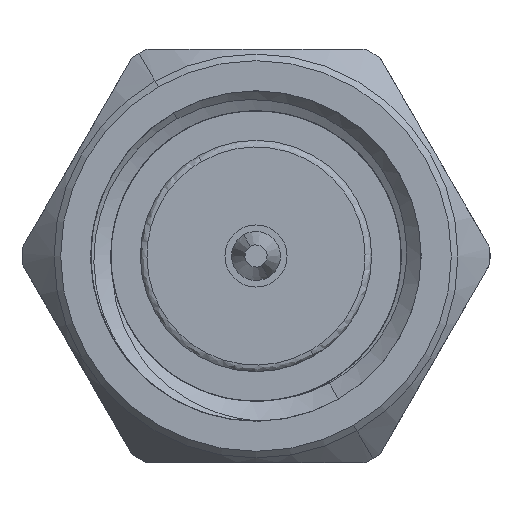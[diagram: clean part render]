
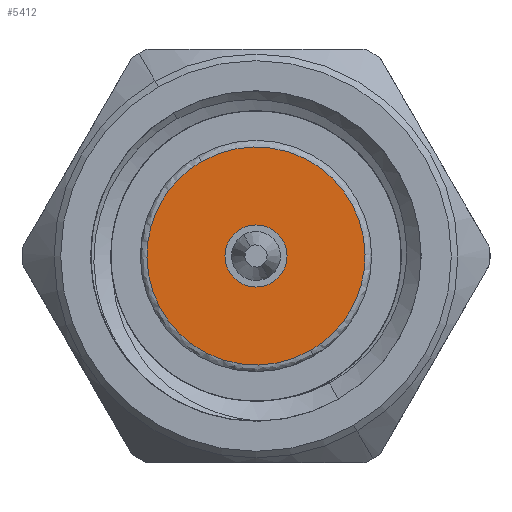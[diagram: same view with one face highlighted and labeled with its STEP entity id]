
A CAD part, left-side view. The second image highlights one B-rep face of the part: STEP entity #5412.
In plain terms, the highlighted planar face has unit normal (-1, 0, 0).
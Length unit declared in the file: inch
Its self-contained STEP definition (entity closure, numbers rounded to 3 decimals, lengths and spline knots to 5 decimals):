
#88 = CARTESIAN_POINT ( 'NONE',  ( 0.107, 0.04125, -0.07145 ) ) ;
#335 = ORIENTED_EDGE ( 'NONE', *, *, #3460, .F. ) ;
#534 = CARTESIAN_POINT ( 'NONE',  ( 0.107, -0.18414, -0.01105 ) ) ;
#653 =( BOUNDED_CURVE ( )  B_SPLINE_CURVE ( 3, ( #1085, #534, #4896, #5966 ),
 .UNSPECIFIED., .F., .F. ) 
 B_SPLINE_CURVE_WITH_KNOTS ( ( 4, 4 ),
 ( 0., 1. ),
 .UNSPECIFIED. ) 
 CURVE ( )  GEOMETRIC_REPRESENTATION_ITEM ( )  RATIONAL_B_SPLINE_CURVE ( ( 1., 0.333, 0.333, 1. ) ) 
 REPRESENTATION_ITEM ( '' )  );
#960 = AXIS2_PLACEMENT_3D ( 'NONE', #4499, #6741, #1710 ) ;
#971 = CARTESIAN_POINT ( 'NONE',  ( 0.107, 0.10164, 0.15395 ) ) ;
#1085 = CARTESIAN_POINT ( 'NONE',  ( 0.107, -0.04125, 0.07145 ) ) ;
#1177 = EDGE_LOOP ( 'NONE', ( #5389, #3630 ) ) ;
#1180 = ORIENTED_EDGE ( 'NONE', *, *, #7237, .F. ) ;
#1219 = AXIS2_PLACEMENT_3D ( 'NONE', #4645, #5219, #6775 ) ;
#1338 = EDGE_CURVE ( 'NONE', #3933, #5632, #4601, .T. ) ;
#1463 = CARTESIAN_POINT ( 'NONE',  ( 0.107, -0.01175, 0.02035 ) ) ;
#1625 = EDGE_CURVE ( 'NONE', #5632, #3933, #5080, .T. ) ;
#1674 = FACE_OUTER_BOUND ( 'NONE', #5812, .T. ) ;
#1710 = DIRECTION ( 'NONE',  ( 0., 1., 0. ) ) ;
#2255 = PLANE ( 'NONE',  #960 ) ;
#2370 = CARTESIAN_POINT ( 'NONE',  ( 0.107, 0.01175, -0.02035 ) ) ;
#2794 = FACE_BOUND ( 'NONE', #1177, .T. ) ;
#2998 = VERTEX_POINT ( 'NONE', #88 ) ;
#3168 = DIRECTION ( 'NONE',  ( 0., 0.5, -0.866 ) ) ;
#3460 = EDGE_CURVE ( 'NONE', #2998, #5180, #7201, .T. ) ;
#3630 = ORIENTED_EDGE ( 'NONE', *, *, #1625, .F. ) ;
#3847 = CARTESIAN_POINT ( 'NONE',  ( 0.107, -0.04125, 0.07145 ) ) ;
#3933 = VERTEX_POINT ( 'NONE', #2370 ) ;
#4215 = CARTESIAN_POINT ( 'NONE',  ( 0.107, 0., 0. ) ) ;
#4499 = CARTESIAN_POINT ( 'NONE',  ( 0.107, 0., 0. ) ) ;
#4601 = CIRCLE ( 'NONE', #5553, 0.0235 ) ;
#4645 = CARTESIAN_POINT ( 'NONE',  ( 0.107, 0., 0. ) ) ;
#4896 = CARTESIAN_POINT ( 'NONE',  ( 0.107, -0.10164, -0.15395 ) ) ;
#5080 = CIRCLE ( 'NONE', #1219, 0.0235 ) ;
#5180 = VERTEX_POINT ( 'NONE', #6632 ) ;
#5219 = DIRECTION ( 'NONE',  ( -1., 0., 0. ) ) ;
#5389 = ORIENTED_EDGE ( 'NONE', *, *, #1338, .F. ) ;
#5412 = ADVANCED_FACE ( 'NONE', ( #2794, #1674 ), #2255, .F. ) ;
#5553 = AXIS2_PLACEMENT_3D ( 'NONE', #4215, #6562, #3168 ) ;
#5632 = VERTEX_POINT ( 'NONE', #1463 ) ;
#5812 = EDGE_LOOP ( 'NONE', ( #335, #1180 ) ) ;
#5966 = CARTESIAN_POINT ( 'NONE',  ( 0.107, 0.04125, -0.07145 ) ) ;
#6511 = CARTESIAN_POINT ( 'NONE',  ( 0.107, 0.18414, 0.01105 ) ) ;
#6562 = DIRECTION ( 'NONE',  ( -1., 0., 0. ) ) ;
#6632 = CARTESIAN_POINT ( 'NONE',  ( 0.107, -0.04125, 0.07145 ) ) ;
#6741 = DIRECTION ( 'NONE',  ( 1., 0., 0. ) ) ;
#6775 = DIRECTION ( 'NONE',  ( 0., 0.5, -0.866 ) ) ;
#7093 = CARTESIAN_POINT ( 'NONE',  ( 0.107, 0.04125, -0.07145 ) ) ;
#7201 =( BOUNDED_CURVE ( )  B_SPLINE_CURVE ( 3, ( #7093, #6511, #971, #3847 ),
 .UNSPECIFIED., .F., .T. ) 
 B_SPLINE_CURVE_WITH_KNOTS ( ( 4, 4 ),
 ( 0., 1. ),
 .UNSPECIFIED. ) 
 CURVE ( )  GEOMETRIC_REPRESENTATION_ITEM ( )  RATIONAL_B_SPLINE_CURVE ( ( 1., 0.333, 0.333, 1. ) ) 
 REPRESENTATION_ITEM ( '' )  );
#7237 = EDGE_CURVE ( 'NONE', #5180, #2998, #653, .T. ) ;
